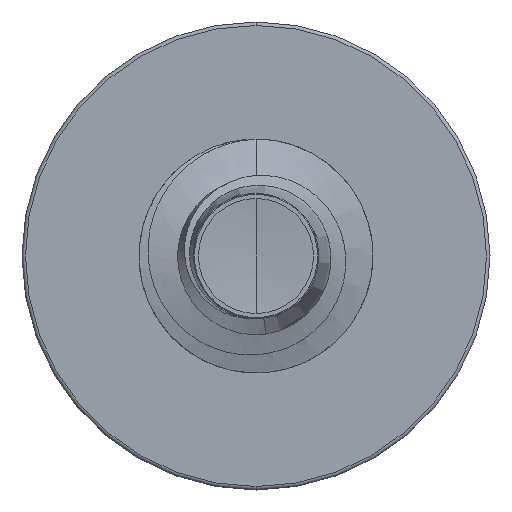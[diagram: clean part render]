
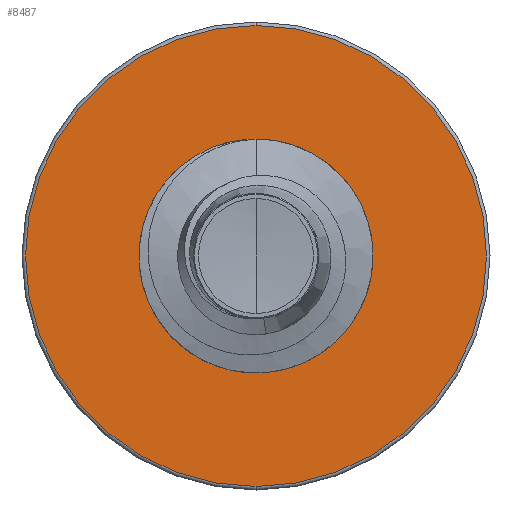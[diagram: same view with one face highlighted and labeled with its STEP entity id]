
A CAD part, front view. The second image highlights one B-rep face of the part: STEP entity #8487.
In plain terms, the highlighted planar face has unit normal (0, -1, 0).
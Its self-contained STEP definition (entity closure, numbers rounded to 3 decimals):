
#387 = FACE_OUTER_BOUND ( 'NONE', #7141, .T. ) ;
#475 = CIRCLE ( 'NONE', #3233, 2.842 ) ;
#853 = VERTEX_POINT ( 'NONE', #8797 ) ;
#1084 = EDGE_LOOP ( 'NONE', ( #10097, #8025 ) ) ;
#1224 = CARTESIAN_POINT ( 'NONE',  ( 0., 8., -5.91 ) ) ;
#1255 = CIRCLE ( 'NONE', #6695, 5.91 ) ;
#1315 = FACE_BOUND ( 'NONE', #1084, .T. ) ;
#1938 = PLANE ( 'NONE',  #9083 ) ;
#2693 = ORIENTED_EDGE ( 'NONE', *, *, #8402, .F. ) ;
#2861 = AXIS2_PLACEMENT_3D ( 'NONE', #3726, #9956, #4621 ) ;
#2865 = DIRECTION ( 'NONE',  ( 0., 0., 1. ) ) ;
#3233 = AXIS2_PLACEMENT_3D ( 'NONE', #4359, #10591, #5275 ) ;
#3389 = CARTESIAN_POINT ( 'NONE',  ( 0., 8., 2.842 ) ) ;
#3726 = CARTESIAN_POINT ( 'NONE',  ( 0., 8., 0. ) ) ;
#3730 = DIRECTION ( 'NONE',  ( 0., 1., 0. ) ) ;
#3759 = EDGE_CURVE ( 'NONE', #853, #10950, #4214, .T. ) ;
#3815 = CIRCLE ( 'NONE', #6027, 2.842 ) ;
#4214 = CIRCLE ( 'NONE', #2861, 5.91 ) ;
#4359 = CARTESIAN_POINT ( 'NONE',  ( 0., 8., 0. ) ) ;
#4530 = VERTEX_POINT ( 'NONE', #7112 ) ;
#4616 = DIRECTION ( 'NONE',  ( 0., 1., 0. ) ) ;
#4621 = DIRECTION ( 'NONE',  ( 0., 0., 1. ) ) ;
#5275 = DIRECTION ( 'NONE',  ( 0., 0., 1. ) ) ;
#5924 = EDGE_CURVE ( 'NONE', #4530, #9149, #3815, .T. ) ;
#6027 = AXIS2_PLACEMENT_3D ( 'NONE', #9950, #4616, #10853 ) ;
#6695 = AXIS2_PLACEMENT_3D ( 'NONE', #9076, #3730, #9961 ) ;
#6895 = ORIENTED_EDGE ( 'NONE', *, *, #3759, .F. ) ;
#7112 = CARTESIAN_POINT ( 'NONE',  ( 0., 8., -2.842 ) ) ;
#7141 = EDGE_LOOP ( 'NONE', ( #6895, #2693 ) ) ;
#8025 = ORIENTED_EDGE ( 'NONE', *, *, #5924, .T. ) ;
#8230 = DIRECTION ( 'NONE',  ( 0., 1., 0. ) ) ;
#8402 = EDGE_CURVE ( 'NONE', #10950, #853, #1255, .T. ) ;
#8487 = ADVANCED_FACE ( 'NONE', ( #387, #1315 ), #1938, .F. ) ;
#8797 = CARTESIAN_POINT ( 'NONE',  ( 0., 8., 5.91 ) ) ;
#9076 = CARTESIAN_POINT ( 'NONE',  ( 0., 8., 0. ) ) ;
#9083 = AXIS2_PLACEMENT_3D ( 'NONE', #11751, #8230, #2865 ) ;
#9149 = VERTEX_POINT ( 'NONE', #3389 ) ;
#9950 = CARTESIAN_POINT ( 'NONE',  ( 0., 8., 0. ) ) ;
#9956 = DIRECTION ( 'NONE',  ( 0., 1., 0. ) ) ;
#9961 = DIRECTION ( 'NONE',  ( 0., 0., 1. ) ) ;
#10097 = ORIENTED_EDGE ( 'NONE', *, *, #10320, .T. ) ;
#10320 = EDGE_CURVE ( 'NONE', #9149, #4530, #475, .T. ) ;
#10591 = DIRECTION ( 'NONE',  ( 0., 1., 0. ) ) ;
#10853 = DIRECTION ( 'NONE',  ( 0., 0., 1. ) ) ;
#10950 = VERTEX_POINT ( 'NONE', #1224 ) ;
#11751 = CARTESIAN_POINT ( 'NONE',  ( 0., 8., -2.842 ) ) ;
